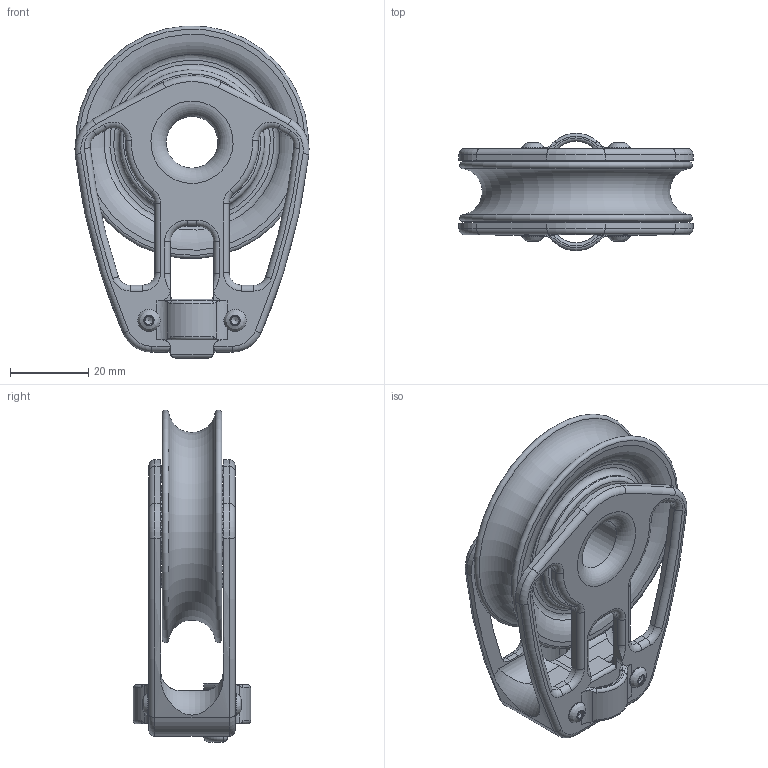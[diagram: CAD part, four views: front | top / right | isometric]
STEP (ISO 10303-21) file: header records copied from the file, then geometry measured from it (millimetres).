
FILE_DESCRIPTION(/* description */ (''),/* implementation_level */ '2;1');
FILE_NAME(/* name */ 'LL1060.stp',/* time_stamp */ '2019-11-06T10:55:32+01:00',/* author */ ('francesca'),/* organization */ (''),/* preprocessor_version */ 'ST-DEVELOPER v16.5',/* originating_system */ 'Autodesk Inventor 2017',/* authorisation */ '');
FILE_SCHEMA (('CONFIG_CONTROL_DESIGN'));
Length unit declared in the file: millimetre
Products named in the file (1): 17050912
Bounding box: 59.8 x 30 x 84.8 mm (x, y, z)
Volume: 45125.4 mm3; surface area: 21879.9 mm2
Topology: 1 solids, 1 shells, 560 faces, 1758 edges, 1149 vertices
Faces by surface type: plane 234, cylinder 129, torus 119, sphere 58, cone 14, bspline 6
Full cylindrical faces by diameter (mm): 13.2 x1, 16 x2, 19.75 x2, 37 x2
Entity records: 19644 total; most frequent: CARTESIAN_POINT 4075, DIRECTION 3414, ORIENTED_EDGE 3236, EDGE_CURVE 1614, AXIS2_PLACEMENT_3D 1389, VERTEX_POINT 1076, EDGE_LOOP 746, CIRCLE 684
